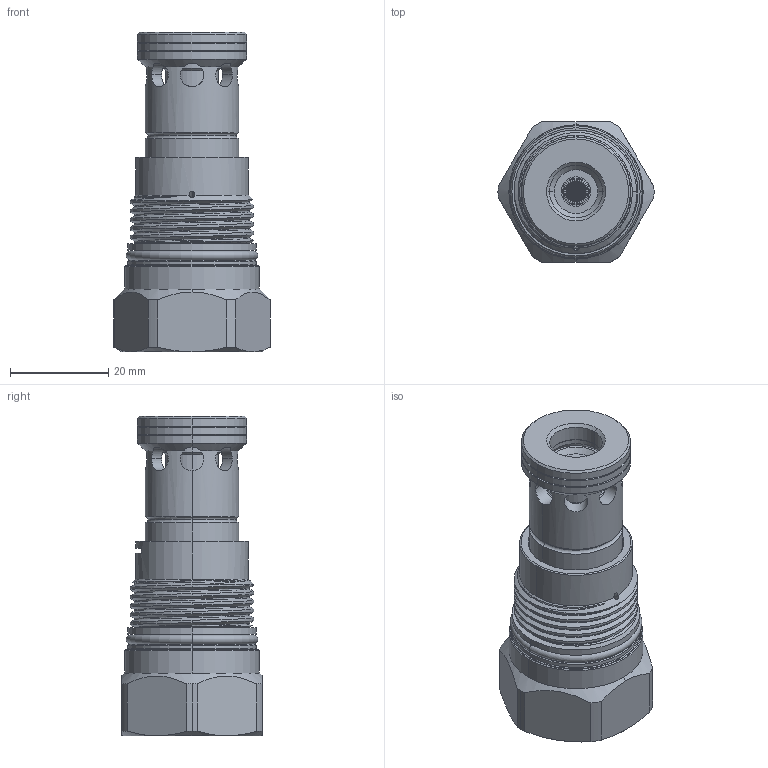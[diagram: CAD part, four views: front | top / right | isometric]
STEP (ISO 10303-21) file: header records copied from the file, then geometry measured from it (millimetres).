
FILE_DESCRIPTION (( 'STEP AP203' ), '1' );
FILE_NAME ('RP3A2G-8.STEP', '2016-08-01T07:00:37', ( '' ), ( '' ), 'SwSTEP 2.0', 'SolidWorks 2012', '' );
FILE_SCHEMA (( 'CONFIG_CONTROL_DESIGN' ));
Products named in the file (1): RP3A2G-8
Bounding box: 31.8 x 28.57 x 65.14 mm (x, y, z)
Volume: 25348.6 mm3; surface area: 11291 mm2
Topology: 4 solids, 4 shells, 673 faces, 1911 edges, 1215 vertices
Faces by surface type: cylinder 515, cone 79, plane 42, torus 25, sphere 6, bspline 6
Entity records: 48877 total; most frequent: CARTESIAN_POINT 32283, ORIENTED_EDGE 3814, DIRECTION 2621, EDGE_CURVE 1907, VERTEX_POINT 1215, EDGE_LOOP 1064, AXIS2_PLACEMENT_3D 1009, B_SPLINE_CURVE_WITH_KNOTS 926
